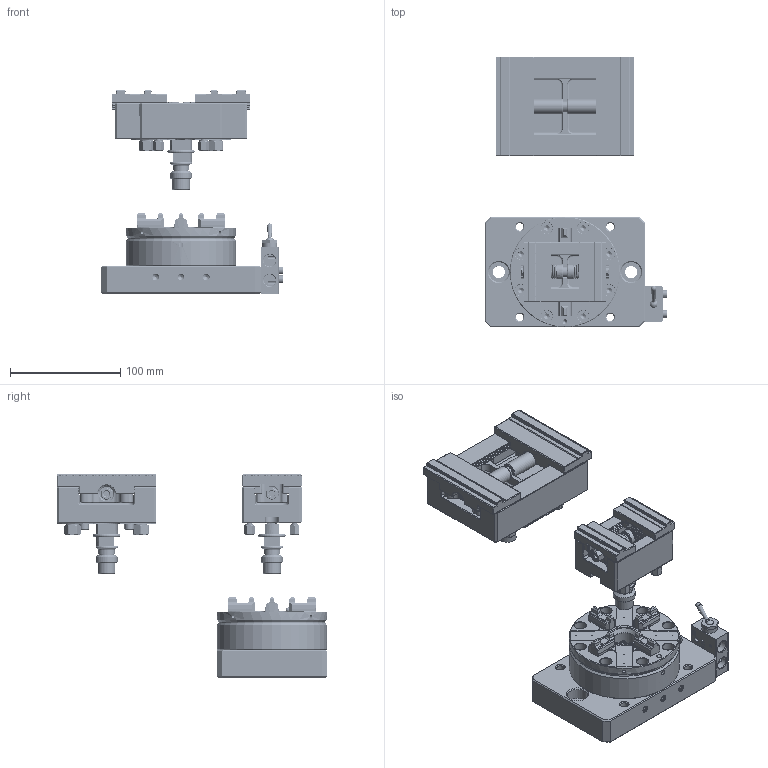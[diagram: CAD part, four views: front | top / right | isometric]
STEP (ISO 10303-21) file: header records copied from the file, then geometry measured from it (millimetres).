
FILE_DESCRIPTION(/* description */ (''),/* implementation_level */ '2;1');
FILE_NAME(/* name */ '',/* time_stamp */ '2020-08-28T12:31:54+08:00',/* author */ (''),/* organization */ (''),/* preprocessor_version */ 'ST-DEVELOPER v11',/* originating_system */ 'SIEMENS PLM Software NX 7.0',/* authorisation */ '');
FILE_SCHEMA (('CONFIG_CONTROL_DESIGN'));
Products named in the file (1): AdmiA875ra7j
Bounding box: 165 x 245 x 184.21 mm (x, y, z)
Volume: 922787.1 mm3; surface area: 271138.2 mm2
Topology: 33 solids, 38 shells, 3513 faces, 9429 edges, 6143 vertices
Faces by surface type: plane 1938, cylinder 1104, cone 363, torus 41, bspline 37, extrusion 28, sphere 2
Full cylindrical faces by diameter (mm): 0.6 x8, 2.5 x16, 3 x9, 3.3 x2, 4 x20, 4.2 x12, 4.3 x3, 4.5 x11, 5 x55, 6 x20, 6.5 x2, 6.7 x8, 6.8 x4, 7 x14, 7.7 x7, 8 x16, 8.05 x7, 8.5 x4, 8.7 x2, 9 x13, 10 x27, 10.5 x13, 11 x16, 12 x4, 12.6 x2, 13 x2, 13.2 x3, 14 x27, 15 x2, 16 x2
Entity records: 122861 total; most frequent: CARTESIAN_POINT 39915, ORIENTED_EDGE 16940, DIRECTION 16500, EDGE_CURVE 8470, VERTEX_POINT 5824, AXIS2_PLACEMENT_3D 5716, VECTOR 5068, LINE 5040
